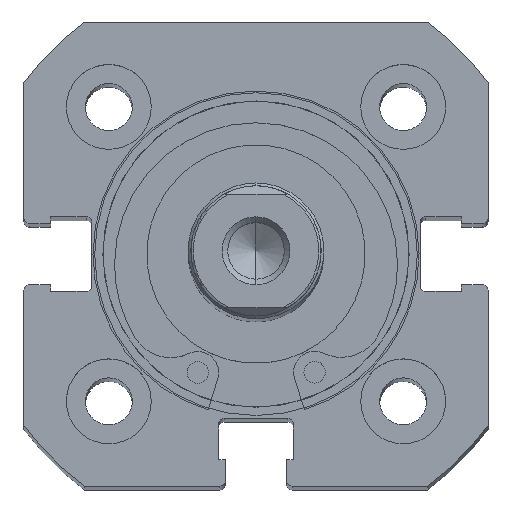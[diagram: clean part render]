
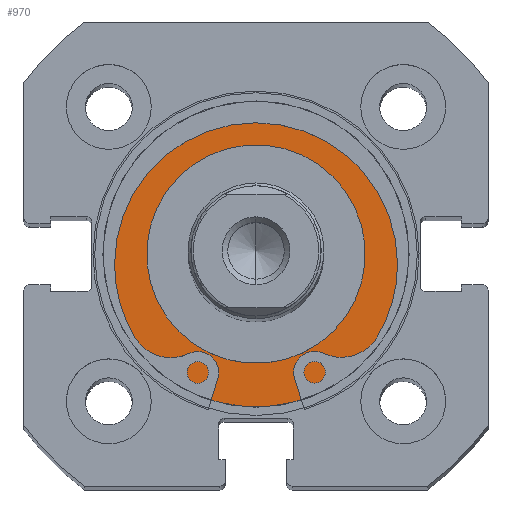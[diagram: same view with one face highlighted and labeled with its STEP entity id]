
A CAD part, top view. The second image highlights one B-rep face of the part: STEP entity #970.
In plain terms, the highlighted face is planar.
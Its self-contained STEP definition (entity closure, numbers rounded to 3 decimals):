
#226 = EDGE_CURVE ( 'NONE', #3331, #3232, #1803, .T. ) ;
#284 = EDGE_CURVE ( 'NONE', #3216, #3228, #1878, .T. ) ;
#291 = EDGE_CURVE ( 'NONE', #3232, #3331, #1888, .T. ) ;
#334 = EDGE_CURVE ( 'NONE', #3228, #3216, #1945, .T. ) ;
#556 = AXIS2_PLACEMENT_3D ( 'NONE', #2932, #2928, #2927 ) ;
#580 = AXIS2_PLACEMENT_3D ( 'NONE', #2682, #2680, #2679 ) ;
#586 = AXIS2_PLACEMENT_3D ( 'NONE', #2660, #2657, #2656 ) ;
#604 = AXIS2_PLACEMENT_3D ( 'NONE', #2513, #2500, #2499 ) ;
#718 = AXIS2_PLACEMENT_3D ( 'NONE', #4022, #4024, #4025 ) ;
#970 = ADVANCED_FACE ( 'NONE', ( #2204, #2210 ), #4023, .F. ) ;
#1341 = EDGE_LOOP ( 'NONE', ( #6109, #6110 ) ) ;
#1404 = EDGE_LOOP ( 'NONE', ( #6104, #6114 ) ) ;
#1803 = CIRCLE ( 'NONE', #556, 13.5 ) ;
#1878 = CIRCLE ( 'NONE', #580, 9.65 ) ;
#1888 = CIRCLE ( 'NONE', #586, 13.5 ) ;
#1945 = CIRCLE ( 'NONE', #604, 9.65 ) ;
#2204 = FACE_BOUND ( 'NONE', #1404, .T. ) ;
#2210 = FACE_OUTER_BOUND ( 'NONE', #1341, .T. ) ;
#2499 = DIRECTION ( 'NONE',  ( 0., 0., 1. ) ) ;
#2500 = DIRECTION ( 'NONE',  ( -1., 0., 0. ) ) ;
#2513 = CARTESIAN_POINT ( 'NONE',  ( 2., 0., 0. ) ) ;
#2656 = DIRECTION ( 'NONE',  ( 0., 0., 1. ) ) ;
#2657 = DIRECTION ( 'NONE',  ( -1., 0., 0. ) ) ;
#2660 = CARTESIAN_POINT ( 'NONE',  ( 2., 0., 0. ) ) ;
#2679 = DIRECTION ( 'NONE',  ( 0., 0., 1. ) ) ;
#2680 = DIRECTION ( 'NONE',  ( -1., 0., 0. ) ) ;
#2682 = CARTESIAN_POINT ( 'NONE',  ( 2., 0., 0. ) ) ;
#2927 = DIRECTION ( 'NONE',  ( 0., 0., 1. ) ) ;
#2928 = DIRECTION ( 'NONE',  ( -1., 0., 0. ) ) ;
#2932 = CARTESIAN_POINT ( 'NONE',  ( 2., 0., 0. ) ) ;
#3216 = VERTEX_POINT ( 'NONE', #4744 ) ;
#3228 = VERTEX_POINT ( 'NONE', #4748 ) ;
#3232 = VERTEX_POINT ( 'NONE', #4750 ) ;
#3331 = VERTEX_POINT ( 'NONE', #4777 ) ;
#4022 = CARTESIAN_POINT ( 'NONE',  ( 2., 13.5, 0. ) ) ;
#4023 = PLANE ( 'NONE',  #718 ) ;
#4024 = DIRECTION ( 'NONE',  ( 1., 0., 0. ) ) ;
#4025 = DIRECTION ( 'NONE',  ( 0., 0., -1. ) ) ;
#4744 = CARTESIAN_POINT ( 'NONE',  ( 2., 0., 9.65 ) ) ;
#4748 = CARTESIAN_POINT ( 'NONE',  ( 2., 0., -9.65 ) ) ;
#4750 = CARTESIAN_POINT ( 'NONE',  ( 2., 0., 13.5 ) ) ;
#4777 = CARTESIAN_POINT ( 'NONE',  ( 2., 0., -13.5 ) ) ;
#6104 = ORIENTED_EDGE ( 'NONE', *, *, #284, .F. ) ;
#6109 = ORIENTED_EDGE ( 'NONE', *, *, #291, .T. ) ;
#6110 = ORIENTED_EDGE ( 'NONE', *, *, #226, .T. ) ;
#6114 = ORIENTED_EDGE ( 'NONE', *, *, #334, .F. ) ;
